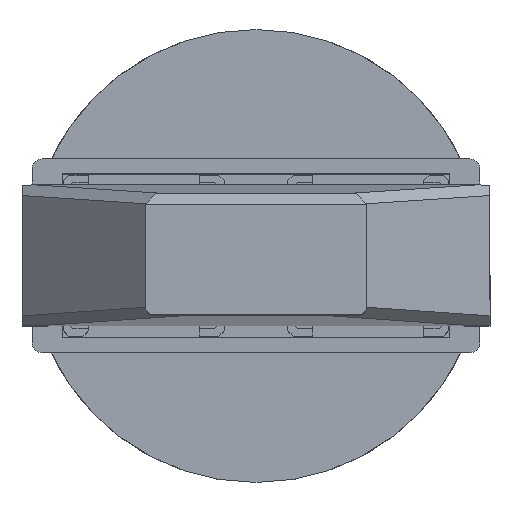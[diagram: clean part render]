
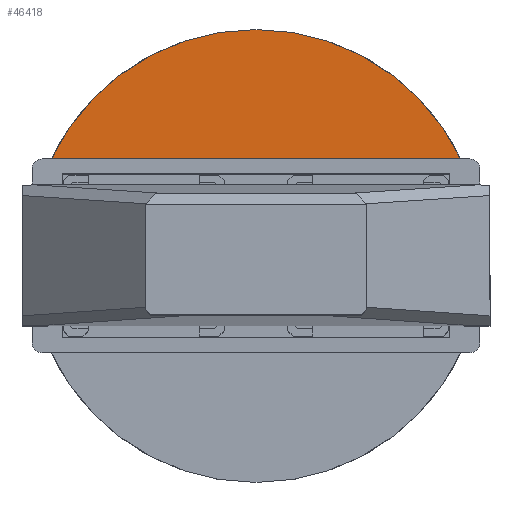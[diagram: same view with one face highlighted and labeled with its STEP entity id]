
A CAD part, top view. The second image highlights one B-rep face of the part: STEP entity #46418.
In plain terms, the highlighted face is planar.
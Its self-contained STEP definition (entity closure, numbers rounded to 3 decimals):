
#748 = AXIS2_PLACEMENT_3D ( 'NONE', #35971, #17910, #46211 ) ;
#960 = ORIENTED_EDGE ( 'NONE', *, *, #45900, .F. ) ;
#1316 = CARTESIAN_POINT ( 'NONE',  ( 0., 0., 0. ) ) ;
#1958 = LINE ( 'NONE', #30914, #28543 ) ;
#2017 = CIRCLE ( 'NONE', #27015, 45. ) ;
#2102 = VERTEX_POINT ( 'NONE', #12234 ) ;
#2203 = DIRECTION ( 'NONE',  ( -1., 0., 0. ) ) ;
#9362 = CARTESIAN_POINT ( 'NONE',  ( 0., 0., 0. ) ) ;
#12234 = CARTESIAN_POINT ( 'NONE',  ( 0., 0., -45. ) ) ;
#13719 = VERTEX_POINT ( 'NONE', #43369 ) ;
#14099 = CARTESIAN_POINT ( 'NONE',  ( 40.675, 0., -19.25 ) ) ;
#15778 = DIRECTION ( 'NONE',  ( 0., 1., 0. ) ) ;
#17910 = DIRECTION ( 'NONE',  ( 0., 1., 0. ) ) ;
#18782 = ORIENTED_EDGE ( 'NONE', *, *, #28193, .T. ) ;
#20305 = DIRECTION ( 'NONE',  ( 0., 1., 0. ) ) ;
#21208 = CIRCLE ( 'NONE', #748, 45. ) ;
#22442 = PLANE ( 'NONE',  #45262 ) ;
#25301 = ORIENTED_EDGE ( 'NONE', *, *, #39622, .T. ) ;
#27015 = AXIS2_PLACEMENT_3D ( 'NONE', #9362, #20305, #42157 ) ;
#28193 = EDGE_CURVE ( 'NONE', #40795, #2102, #21208, .T. ) ;
#28543 = VECTOR ( 'NONE', #2203, 1000. ) ;
#30266 = DIRECTION ( 'NONE',  ( 1., 0., 0. ) ) ;
#30914 = CARTESIAN_POINT ( 'NONE',  ( -44.5, 0., -19.25 ) ) ;
#33841 = FACE_OUTER_BOUND ( 'NONE', #37113, .T. ) ;
#35971 = CARTESIAN_POINT ( 'NONE',  ( 0., 0., 0. ) ) ;
#37113 = EDGE_LOOP ( 'NONE', ( #960, #18782, #25301 ) ) ;
#39622 = EDGE_CURVE ( 'NONE', #2102, #13719, #2017, .T. ) ;
#40795 = VERTEX_POINT ( 'NONE', #14099 ) ;
#42157 = DIRECTION ( 'NONE',  ( 0., 0., 1. ) ) ;
#43369 = CARTESIAN_POINT ( 'NONE',  ( -40.675, 0., -19.25 ) ) ;
#45262 = AXIS2_PLACEMENT_3D ( 'NONE', #1316, #15778, #30266 ) ;
#45900 = EDGE_CURVE ( 'NONE', #40795, #13719, #1958, .T. ) ;
#46211 = DIRECTION ( 'NONE',  ( 0., 0., 1. ) ) ;
#46418 = ADVANCED_FACE ( 'NONE', ( #33841 ), #22442, .T. ) ;
